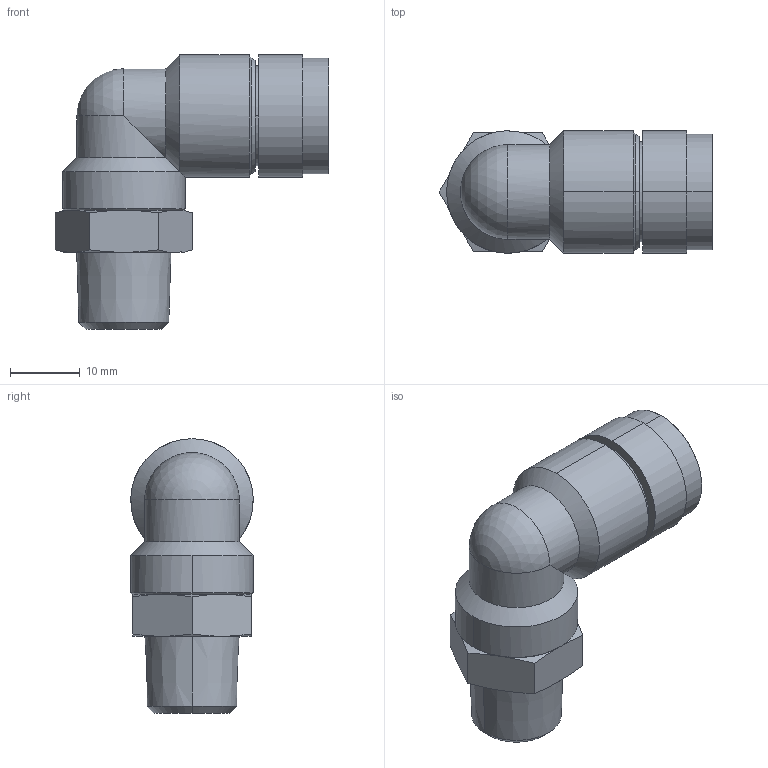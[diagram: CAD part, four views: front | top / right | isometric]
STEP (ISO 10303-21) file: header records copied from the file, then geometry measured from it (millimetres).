
FILE_DESCRIPTION(/* description */ ('AP214 STEP file'),/* implementation_level */ '2;1');
FILE_NAME(/* name */ 'KL10-02.stp',/* time_stamp */ '2024-07-09T15:34:42+09:00',/* author */ (''),/* organization */ (''),/* preprocessor_version */ 'ST-DEVELOPER v17.1',/* originating_system */ 'Elysium Co. Ltd. STEP Translator v8.1.0.6',/* authorisation */ '');
FILE_SCHEMA (('AUTOMOTIVE_DESIGN { 1 0 10303 214 3 1 1 }'));
Length unit declared in the file: millimetre
Products named in the file (1): KL10-02
Bounding box: 39.12 x 17.5 x 39.25 mm (x, y, z)
Volume: 9671.5 mm3; surface area: 4321.3 mm2
Topology: 1 solids, 1 shells, 58 faces, 122 edges, 72 vertices
Faces by surface type: cone 26, cylinder 16, plane 15, sphere 1
Entity records: 1186 total; most frequent: ORIENTED_EDGE 242, CARTESIAN_POINT 156, AXIS2_PLACEMENT_3D 122, EDGE_CURVE 121, VERTEX_POINT 72, EDGE_LOOP 65, CIRCLE 59, ADVANCED_FACE 58
